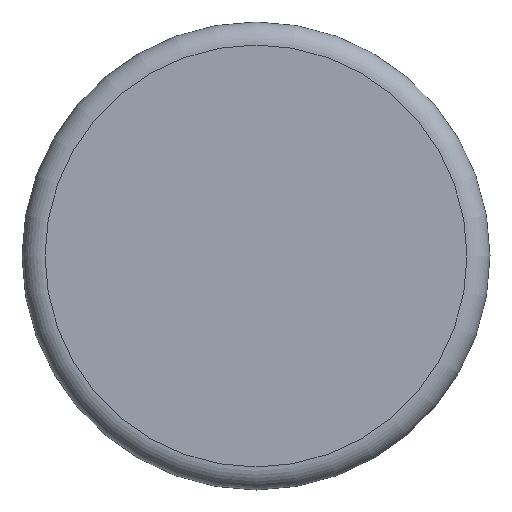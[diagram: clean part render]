
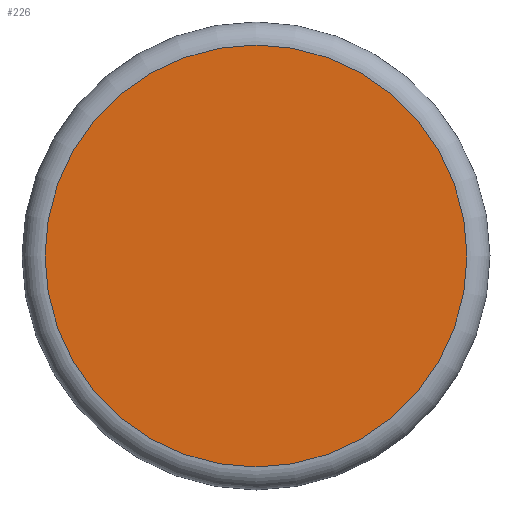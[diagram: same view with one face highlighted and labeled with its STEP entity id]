
A CAD part, left-side view. The second image highlights one B-rep face of the part: STEP entity #226.
In plain terms, the highlighted planar face has unit normal (-1, 0, 0).
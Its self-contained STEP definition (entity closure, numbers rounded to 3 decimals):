
#52=ORIENTED_EDGE('',*,*,#100,.F.);
#100=EDGE_CURVE('',#124,#124,#144,.T.);
#124=VERTEX_POINT('',#364);
#144=CIRCLE('',#258,27.5);
#156=EDGE_LOOP('',(#52));
#186=FACE_BOUND('',#156,.T.);
#216=PLANE('',#257);
#226=ADVANCED_FACE('',(#186),#216,.F.);
#257=AXIS2_PLACEMENT_3D('',#362,#289,#290);
#258=AXIS2_PLACEMENT_3D('',#363,#291,#292);
#289=DIRECTION('',(1.,0.,0.));
#290=DIRECTION('',(0.,0.,-1.));
#291=DIRECTION('',(1.,0.,0.));
#292=DIRECTION('',(0.,0.,-1.));
#362=CARTESIAN_POINT('',(-35.5,0.,0.));
#363=CARTESIAN_POINT('',(-35.5,0.,0.));
#364=CARTESIAN_POINT('',(-35.5,0.,-27.5));
